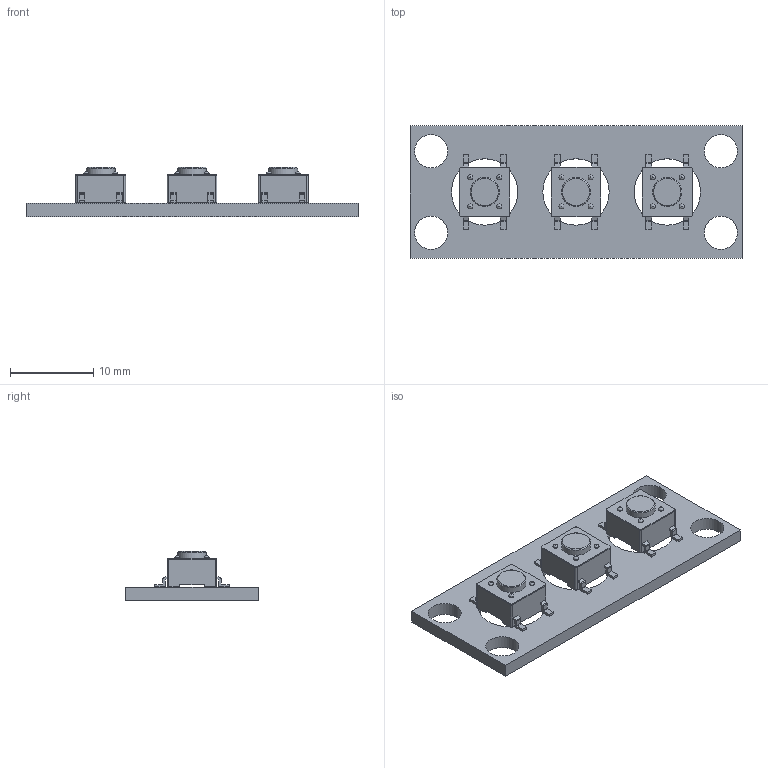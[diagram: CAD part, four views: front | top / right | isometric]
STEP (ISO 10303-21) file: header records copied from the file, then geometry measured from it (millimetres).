
FILE_DESCRIPTION(('KiCad electronic assembly'),'2;1');
FILE_NAME('buttons.step','2019-10-11T15:43:20',('An Author'),( 'A Company'),'Open CASCADE STEP processor 6.9', 'KiCad to STEP converter','Unknown');
FILE_SCHEMA(('AUTOMOTIVE_DESIGN { 1 0 10303 214 1 1 1 1 }'));
Length unit declared in the file: millimetre
Products named in the file (4): Open CASCADE STEP translator 6.9 1; SW_SPST_PTS645; SOLID; COMPOUND
Assembly tree (5 placements, depth 3):
  Open CASCADE STEP translator 6.9 1
    SW_SPST_PTS645  x3
      SOLID
    COMPOUND
Bounding box: 40 x 16 x 5.95 mm (x, y, z)
Volume: 1089.3 mm3; surface area: 1809.2 mm2
Topology: 4 solids, 4 shells, 304 faces, 768 edges, 499 vertices
Faces by surface type: plane 195, cylinder 94, revolution 12, cone 3
Full cylindrical faces by diameter (mm): 0.6 x12, 3.5 x3, 4 x4, 8 x3
Entity records: 7883 total; most frequent: CARTESIAN_POINT 1435, DIRECTION 1093, LINE 693, VECTOR 693, ORIENTED_EDGE 556, PCURVE 556, DEFINITIONAL_REPRESENTATION 556, EDGE_CURVE 278
